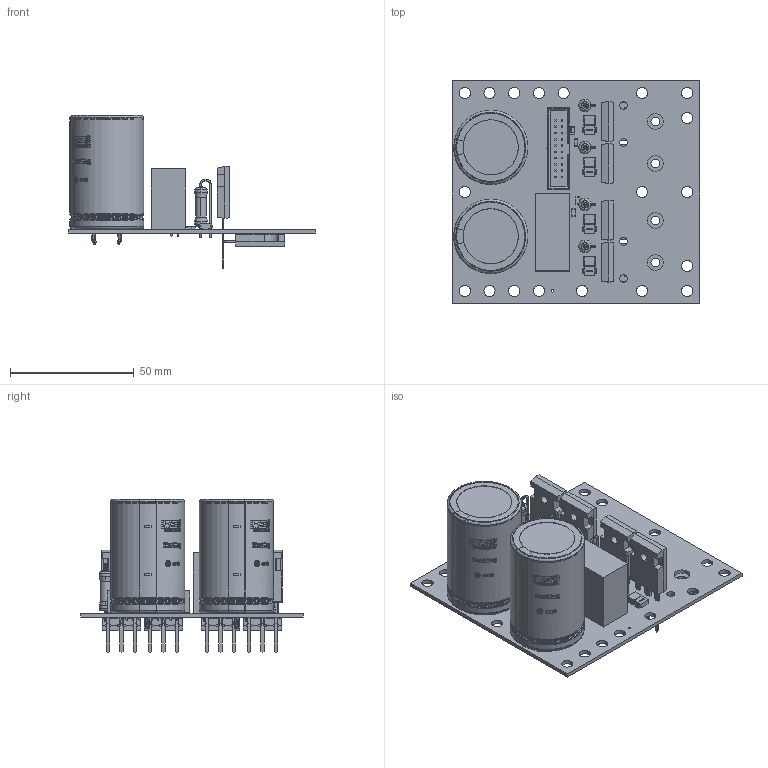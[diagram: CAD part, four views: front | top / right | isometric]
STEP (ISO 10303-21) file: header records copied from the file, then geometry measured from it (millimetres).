
FILE_DESCRIPTION(('Open CASCADE Model'),'2;1');
FILE_NAME('Open CASCADE Shape Model','2017-01-09T15:35:35',('Author'),( 'Open CASCADE'),'Open CASCADE STEP processor 6.8','Open CASCADE 6.8' ,'Unknown');
FILE_SCHEMA(('AUTOMOTIVE_DESIGN { 1 0 10303 214 1 1 1 1 }'));
Length unit declared in the file: millimetre
Products named in the file (53): PCB; BoardIGBT_half_bridge; L4IGBT_half_bridge; WE-CBF_1206_CBF; 74279210; tende; L3IGBT_half_bridge; L2IGBT_half_bridge; L1IGBT_half_bridge; C1IGBT_half_bridge; 1287132664; Extruded; Q2IGBT_half_bridge; User_Library-TO-247_CASE_340L-02_Vertical; User_Library-TO-247_CASE_340L-02_Vertical_1; User_Library-TO-247_CASE_340L-02_Vertical_2; User_Library-TO-247_CASE_340L-02_Vertical_3; User_Library-TO-247_CASE_340L-02_Vertical_4; Q1IGBT_half_bridge; D1IGBT_half_bridge; 1523800112; Body; Open_CASCADE_STEP_translator_6.8_3.1.1; Lead; D2IGBT_half_bridge; DO-214AA_Bidirectional; D3IGBT_half_bridge; D4IGBT_half_bridge; R2IGBT_half_bridge; User_Library-RESAD375W80L1600D500_2W; User_Library-RESAD375W80L1600D500_2W_Body; User_Library-RESAD375W80L1600D500_2W_Lead; Q3IGBT_half_bridge; Q4IGBT_half_bridge; R1IGBT_half_bridge; D5IGBT_half_bridge; D6IGBT_half_bridge; D7IGBT_half_bridge; D8IGBT_half_bridge; R13IGBT_half_bridge ...
Assembly tree (92 placements, depth 5):
  PCB
    BoardIGBT_half_bridge
    L4IGBT_half_bridge
      WE-CBF_1206_CBF
        74279210
  tende  x2
    L3IGBT_half_bridge
      WE-CBF_1206_CBF
        74279210
  tende  x2
    L2IGBT_half_bridge
      WE-CBF_1206_CBF
        74279210
  tende  x2
    L1IGBT_half_bridge
      WE-CBF_1206_CBF
        74279210
  tende  x2
    C1IGBT_half_bridge
      1287132664
        Extruded
    Q2IGBT_half_bridge
      User_Library-TO-247_CASE_340L-02_Vertical
        User_Library-TO-247_CASE_340L-02_Vertical_1
        User_Library-TO-247_CASE_340L-02_Vertical_2
        User_Library-TO-247_CASE_340L-02_Vertical_3
        User_Library-TO-247_CASE_340L-02_Vertical_4
    Q1IGBT_half_bridge
      User_Library-TO-247_CASE_340L-02_Vertical
        User_Library-TO-247_CASE_340L-02_Vertical_1
        User_Library-TO-247_CASE_340L-02_Vertical_2
        User_Library-TO-247_CASE_340L-02_Vertical_3
        User_Library-TO-247_CASE_340L-02_Vertical_4
    D1IGBT_half_bridge
      1523800112
        Body
          Open_CASCADE_STEP_translator_6.8_3.1.1
        Lead  x2
    D2IGBT_half_bridge
      DO-214AA_Bidirectional
    D3IGBT_half_bridge
      1523800112
        Body
          Open_CASCADE_STEP_translator_6.8_3.1.1
        Lead  x2
    D4IGBT_half_bridge
      DO-214AA_Bidirectional
    R2IGBT_half_bridge
      User_Library-RESAD375W80L1600D500_2W
        User_Library-RESAD375W80L1600D500_2W_Body
        User_Library-RESAD375W80L1600D500_2W_Lead
    Q3IGBT_half_bridge
      User_Library-TO-247_CASE_340L-02_Vertical
        User_Library-TO-247_CASE_340L-02_Vertical_1
        User_Library-TO-247_CASE_340L-02_Vertical_2
        User_Library-TO-247_CASE_340L-02_Vertical_3
        User_Library-TO-247_CASE_340L-02_Vertical_4
    Q4IGBT_half_bridge
      User_Library-TO-247_CASE_340L-02_Vertical
        User_Library-TO-247_CASE_340L-02_Vertical_1
Bounding box: 100 x 90 x 61.94 mm (x, y, z)
Volume: 102479.3 mm3; surface area: 72542.1 mm2
Topology: 97 solids, 99 shells, 4031 faces, 9899 edges, 6180 vertices
Faces by surface type: plane 2698, cylinder 767, bspline 336, sphere 96, extrusion 64, torus 62, cone 8
Full cylindrical faces by diameter (mm): 0.85 x14, 1 x3, 1.1 x20, 2 x4, 3.2 x4, 4.5 x27, 6.35 x4, 21.429 x2, 22.286 x2, 24.857 x2, 28.286 x2, 29.58 x4, 29.6 x4
Entity records: 62882 total; most frequent: CARTESIAN_POINT 16339, ORIENTED_EDGE 8418, DIRECTION 6652, EDGE_CURVE 4209, VERTEX_POINT 2704, VECTOR 2414, LINE 2398, AXIS2_PLACEMENT_3D 2119
